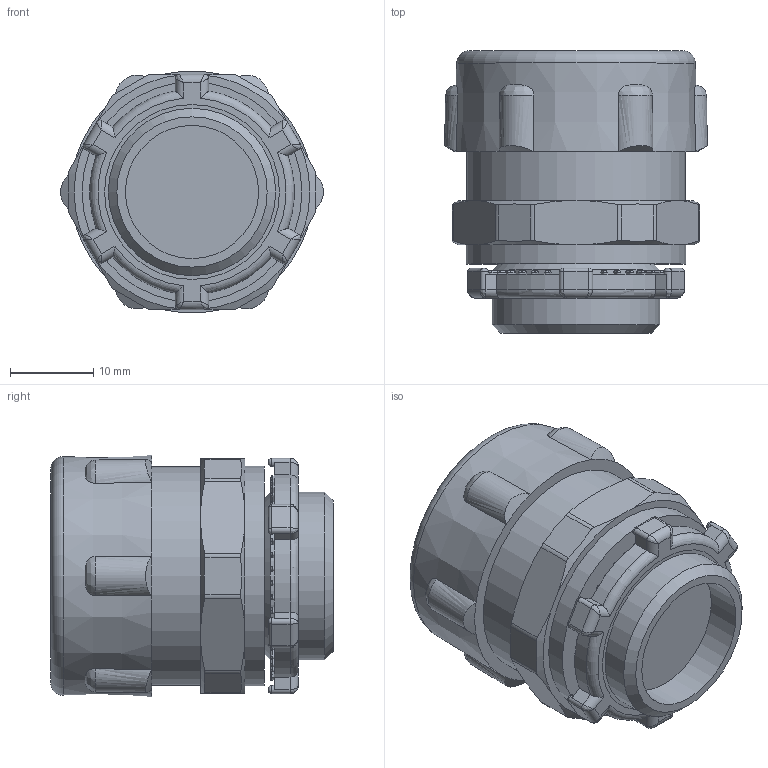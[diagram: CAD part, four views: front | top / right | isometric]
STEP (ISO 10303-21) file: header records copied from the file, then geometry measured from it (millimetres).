
FILE_DESCRIPTION(/* description */ ('','CAx-IF Rec.Pracs.---Representation and Presentation of Product Manufacturing Information (PMI)---4.0---2014-10-13'),/* implementation_level */ '2;1');
FILE_NAME(/* name */ 'ЗЭТАРУС РКН-15.stp',/* time_stamp */ '2023-02-28T16:36:03+07:00',/* author */ ('zeta-09'),/* organization */ (''),/* preprocessor_version */ 'ST-DEVELOPER v18.1',/* originating_system */ 'Autodesk Inventor 2021',/* authorisation */ '');
FILE_SCHEMA (('AP242_MANAGED_MODEL_BASED_3D_ENGINEERING_MIM_LF { 1 0 10303 442 1 1 4 }'));
Length unit declared in the file: millimetre
Products named in the file (1): Деталь5
Bounding box: 31.56 x 33.9 x 29.02 mm (x, y, z)
Volume: 17825.9 mm3; surface area: 7696.8 mm2
Topology: 7 solids, 13 shells, 630 faces, 1455 edges, 885 vertices
Faces by surface type: cylinder 243, plane 211, bspline 148, cone 21, torus 7
Full cylindrical faces by diameter (mm): 16 x1, 20.1 x2, 22.4 x1, 26.25 x1, 26.4 x1
Entity records: 21230 total; most frequent: CARTESIAN_POINT 6608, DIRECTION 2906, ORIENTED_EDGE 2887, EDGE_CURVE 1448, AXIS2_PLACEMENT_3D 1107, VERTEX_POINT 890, LINE 692, VECTOR 692
